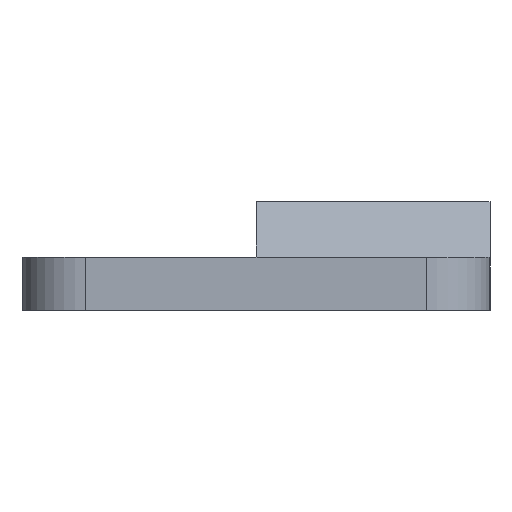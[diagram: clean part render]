
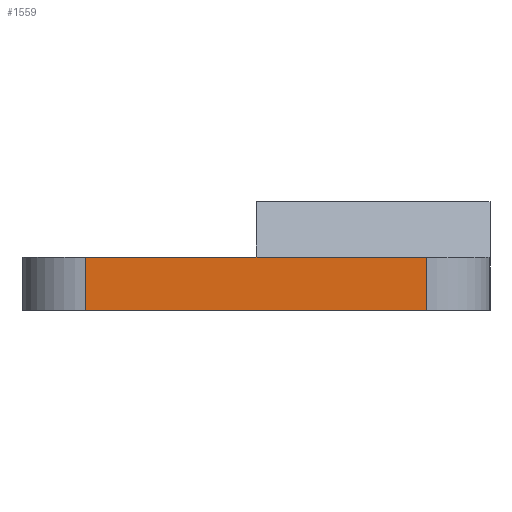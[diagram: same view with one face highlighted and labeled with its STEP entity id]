
A CAD part, left-side view. The second image highlights one B-rep face of the part: STEP entity #1559.
In plain terms, the highlighted planar face has unit normal (-1, 0, 0).
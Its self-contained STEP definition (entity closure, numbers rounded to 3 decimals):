
#31 = EDGE_CURVE ( 'NONE', #1276, #680, #257, .T. ) ;
#89 = CARTESIAN_POINT ( 'NONE',  ( 0., 0., 0. ) ) ;
#93 = DIRECTION ( 'NONE',  ( -1., 0., 0. ) ) ;
#102 = CARTESIAN_POINT ( 'NONE',  ( 0., 0., 5. ) ) ;
#143 = DIRECTION ( 'NONE',  ( 0., 0., -1. ) ) ;
#257 = LINE ( 'NONE', #735, #913 ) ;
#277 = DIRECTION ( 'NONE',  ( 0., 1., 0. ) ) ;
#278 = EDGE_CURVE ( 'NONE', #879, #1276, #1380, .T. ) ;
#294 = VERTEX_POINT ( 'NONE', #848 ) ;
#403 = ORIENTED_EDGE ( 'NONE', *, *, #1123, .F. ) ;
#424 = CARTESIAN_POINT ( 'NONE',  ( 0., 6., 5. ) ) ;
#543 = EDGE_CURVE ( 'NONE', #294, #879, #1510, .T. ) ;
#555 = DIRECTION ( 'NONE',  ( 0., 0., 1. ) ) ;
#669 = VECTOR ( 'NONE', #1045, 1000. ) ;
#680 = VERTEX_POINT ( 'NONE', #1357 ) ;
#682 = FACE_OUTER_BOUND ( 'NONE', #705, .T. ) ;
#705 = EDGE_LOOP ( 'NONE', ( #403, #871, #917, #961 ) ) ;
#735 = CARTESIAN_POINT ( 'NONE',  ( 0., 38., 5. ) ) ;
#831 = CARTESIAN_POINT ( 'NONE',  ( 0., 6., 5. ) ) ;
#848 = CARTESIAN_POINT ( 'NONE',  ( 0., 6., 0. ) ) ;
#871 = ORIENTED_EDGE ( 'NONE', *, *, #543, .T. ) ;
#879 = VERTEX_POINT ( 'NONE', #831 ) ;
#884 = VECTOR ( 'NONE', #1139, 1000. ) ;
#913 = VECTOR ( 'NONE', #143, 1000. ) ;
#917 = ORIENTED_EDGE ( 'NONE', *, *, #278, .T. ) ;
#924 = AXIS2_PLACEMENT_3D ( 'NONE', #102, #93, #555 ) ;
#961 = ORIENTED_EDGE ( 'NONE', *, *, #31, .T. ) ;
#1012 = VECTOR ( 'NONE', #277, 1000. ) ;
#1030 = PLANE ( 'NONE',  #924 ) ;
#1045 = DIRECTION ( 'NONE',  ( 0., 1., 0. ) ) ;
#1123 = EDGE_CURVE ( 'NONE', #294, #680, #1168, .T. ) ;
#1139 = DIRECTION ( 'NONE',  ( 0., 0., 1. ) ) ;
#1168 = LINE ( 'NONE', #89, #669 ) ;
#1246 = CARTESIAN_POINT ( 'NONE',  ( 0., 0., 5. ) ) ;
#1276 = VERTEX_POINT ( 'NONE', #1369 ) ;
#1357 = CARTESIAN_POINT ( 'NONE',  ( 0., 38., 0. ) ) ;
#1369 = CARTESIAN_POINT ( 'NONE',  ( 0., 38., 5. ) ) ;
#1380 = LINE ( 'NONE', #1246, #1012 ) ;
#1510 = LINE ( 'NONE', #424, #884 ) ;
#1559 = ADVANCED_FACE ( 'NONE', ( #682 ), #1030, .T. ) ;
